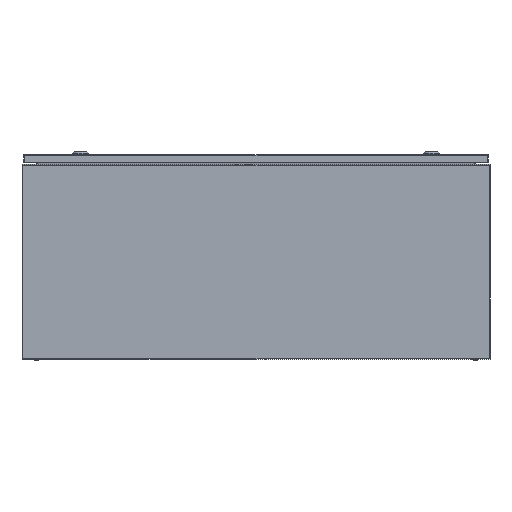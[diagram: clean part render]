
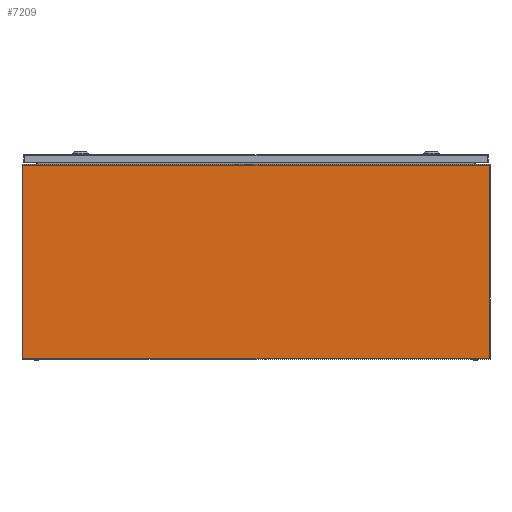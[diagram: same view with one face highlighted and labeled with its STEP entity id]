
A CAD part, left-side view. The second image highlights one B-rep face of the part: STEP entity #7209.
In plain terms, the highlighted planar face has unit normal (-1, 0, 0).
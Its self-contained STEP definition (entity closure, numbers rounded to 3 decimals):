
#1620 = LINE ( 'NONE', #20372, #6675 ) ;
#2370 = CARTESIAN_POINT ( 'NONE',  ( 0., 0., 333. ) ) ;
#4091 = CARTESIAN_POINT ( 'NONE',  ( 0., 0., 0. ) ) ;
#4439 = EDGE_LOOP ( 'NONE', ( #26110, #16791, #37240, #27199 ) ) ;
#6180 = VECTOR ( 'NONE', #33880, 1000. ) ;
#6548 = CARTESIAN_POINT ( 'NONE',  ( 0., 0., 333. ) ) ;
#6666 = VECTOR ( 'NONE', #37599, 1000. ) ;
#6675 = VECTOR ( 'NONE', #42894, 1000. ) ;
#7209 = ADVANCED_FACE ( 'NONE', ( #11533 ), #10530, .F. ) ;
#7981 = VECTOR ( 'NONE', #19574, 1000. ) ;
#10112 = CARTESIAN_POINT ( 'NONE',  ( 0., 0., 333. ) ) ;
#10445 = VERTEX_POINT ( 'NONE', #38668 ) ;
#10530 = PLANE ( 'NONE',  #46817 ) ;
#11533 = FACE_OUTER_BOUND ( 'NONE', #4439, .T. ) ;
#15630 = CARTESIAN_POINT ( 'NONE',  ( 0., 800., 333. ) ) ;
#16791 = ORIENTED_EDGE ( 'NONE', *, *, #44756, .F. ) ;
#17606 = LINE ( 'NONE', #10112, #6666 ) ;
#18853 = LINE ( 'NONE', #4091, #7981 ) ;
#19574 = DIRECTION ( 'NONE',  ( 0., -1., 0. ) ) ;
#19767 = DIRECTION ( 'NONE',  ( 0., 0., -1. ) ) ;
#20123 = EDGE_CURVE ( 'NONE', #10445, #47148, #17606, .T. ) ;
#20372 = CARTESIAN_POINT ( 'NONE',  ( 0., 0., 333. ) ) ;
#22948 = CARTESIAN_POINT ( 'NONE',  ( 0., 800., 0. ) ) ;
#26110 = ORIENTED_EDGE ( 'NONE', *, *, #42172, .T. ) ;
#27199 = ORIENTED_EDGE ( 'NONE', *, *, #29938, .T. ) ;
#29938 = EDGE_CURVE ( 'NONE', #10445, #34656, #32658, .T. ) ;
#31745 = CARTESIAN_POINT ( 'NONE',  ( 0., 0., 0. ) ) ;
#32658 = LINE ( 'NONE', #15630, #6180 ) ;
#33880 = DIRECTION ( 'NONE',  ( 0., 0., -1. ) ) ;
#34656 = VERTEX_POINT ( 'NONE', #22948 ) ;
#37240 = ORIENTED_EDGE ( 'NONE', *, *, #20123, .F. ) ;
#37599 = DIRECTION ( 'NONE',  ( 0., -1., 0. ) ) ;
#38668 = CARTESIAN_POINT ( 'NONE',  ( 0., 800., 333. ) ) ;
#42172 = EDGE_CURVE ( 'NONE', #34656, #42791, #18853, .T. ) ;
#42788 = DIRECTION ( 'NONE',  ( 1., 0., 0. ) ) ;
#42791 = VERTEX_POINT ( 'NONE', #31745 ) ;
#42894 = DIRECTION ( 'NONE',  ( 0., 0., -1. ) ) ;
#44756 = EDGE_CURVE ( 'NONE', #47148, #42791, #1620, .T. ) ;
#46817 = AXIS2_PLACEMENT_3D ( 'NONE', #6548, #42788, #19767 ) ;
#47148 = VERTEX_POINT ( 'NONE', #2370 ) ;
